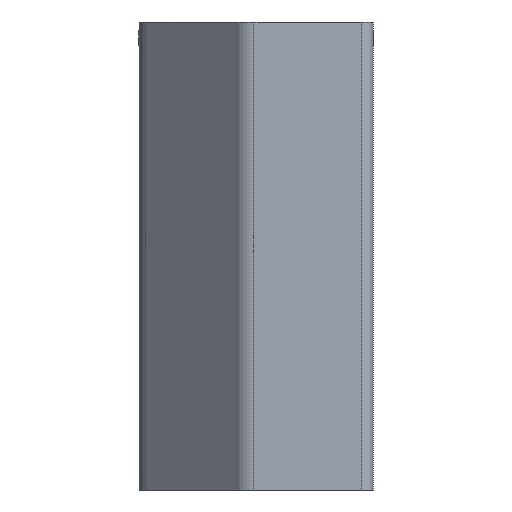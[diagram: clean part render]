
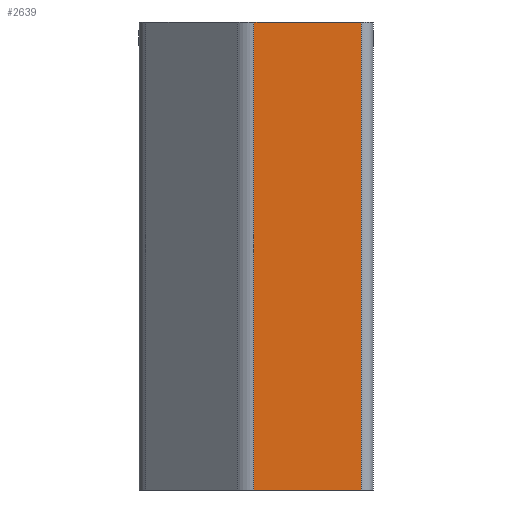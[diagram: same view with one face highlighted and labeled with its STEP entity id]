
A CAD part, left-side view. The second image highlights one B-rep face of the part: STEP entity #2639.
In plain terms, the highlighted planar face has unit normal (-1, 0, 0).
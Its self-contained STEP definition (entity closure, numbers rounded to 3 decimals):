
#56 = CARTESIAN_POINT ( 'NONE',  ( -32.828, 20.343, 0. ) ) ;
#221 = VERTEX_POINT ( 'NONE', #5400 ) ;
#421 = EDGE_LOOP ( 'NONE', ( #4626, #6192, #4191, #3885 ) ) ;
#431 = DIRECTION ( 'NONE',  ( 0., -1., 0. ) ) ;
#533 = CARTESIAN_POINT ( 'NONE',  ( -32.828, 20.343, 80. ) ) ;
#710 = LINE ( 'NONE', #533, #6522 ) ;
#939 = EDGE_CURVE ( 'NONE', #4379, #9370, #6243, .T. ) ;
#1234 = CARTESIAN_POINT ( 'NONE',  ( -32.828, 20.343, 80. ) ) ;
#1243 = DIRECTION ( 'NONE',  ( 0., 0., -1. ) ) ;
#1898 = DIRECTION ( 'NONE',  ( 0., -1., 0. ) ) ;
#2150 = EDGE_CURVE ( 'NONE', #4379, #6989, #710, .T. ) ;
#2639 = ADVANCED_FACE ( 'NONE', ( #9290 ), #7272, .F. ) ;
#2736 = CARTESIAN_POINT ( 'NONE',  ( -32.828, 2., 80. ) ) ;
#2894 = AXIS2_PLACEMENT_3D ( 'NONE', #9570, #3517, #8833 ) ;
#3145 = VECTOR ( 'NONE', #1898, 1000. ) ;
#3252 = LINE ( 'NONE', #2736, #7043 ) ;
#3517 = DIRECTION ( 'NONE',  ( 1., 0., 0. ) ) ;
#3785 = EDGE_CURVE ( 'NONE', #6989, #221, #7417, .T. ) ;
#3885 = ORIENTED_EDGE ( 'NONE', *, *, #2150, .T. ) ;
#4191 = ORIENTED_EDGE ( 'NONE', *, *, #939, .F. ) ;
#4379 = VERTEX_POINT ( 'NONE', #5675 ) ;
#4626 = ORIENTED_EDGE ( 'NONE', *, *, #3785, .T. ) ;
#4711 = CARTESIAN_POINT ( 'NONE',  ( -32.828, 2., 80. ) ) ;
#5400 = CARTESIAN_POINT ( 'NONE',  ( -32.828, 2., 0. ) ) ;
#5675 = CARTESIAN_POINT ( 'NONE',  ( -32.828, 20.343, 80. ) ) ;
#5989 = VECTOR ( 'NONE', #431, 1000. ) ;
#6192 = ORIENTED_EDGE ( 'NONE', *, *, #9089, .F. ) ;
#6243 = LINE ( 'NONE', #1234, #5989 ) ;
#6522 = VECTOR ( 'NONE', #1243, 1000. ) ;
#6989 = VERTEX_POINT ( 'NONE', #56 ) ;
#7043 = VECTOR ( 'NONE', #8815, 1000. ) ;
#7198 = CARTESIAN_POINT ( 'NONE',  ( -32.828, 20.343, 0. ) ) ;
#7272 = PLANE ( 'NONE',  #2894 ) ;
#7417 = LINE ( 'NONE', #7198, #3145 ) ;
#8815 = DIRECTION ( 'NONE',  ( 0., 0., -1. ) ) ;
#8833 = DIRECTION ( 'NONE',  ( 0., 0., -1. ) ) ;
#9089 = EDGE_CURVE ( 'NONE', #9370, #221, #3252, .T. ) ;
#9290 = FACE_OUTER_BOUND ( 'NONE', #421, .T. ) ;
#9370 = VERTEX_POINT ( 'NONE', #4711 ) ;
#9570 = CARTESIAN_POINT ( 'NONE',  ( -32.828, 20.343, 80. ) ) ;
